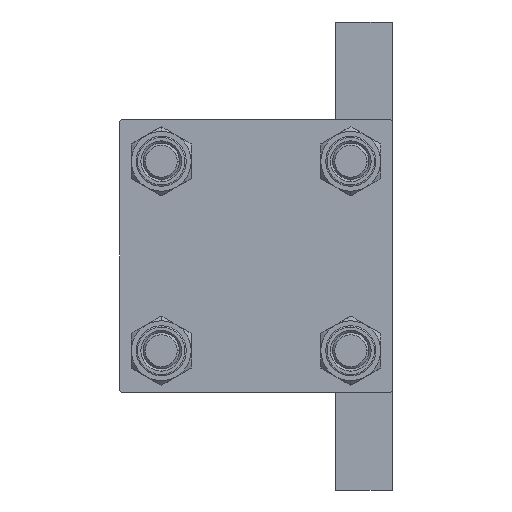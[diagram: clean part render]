
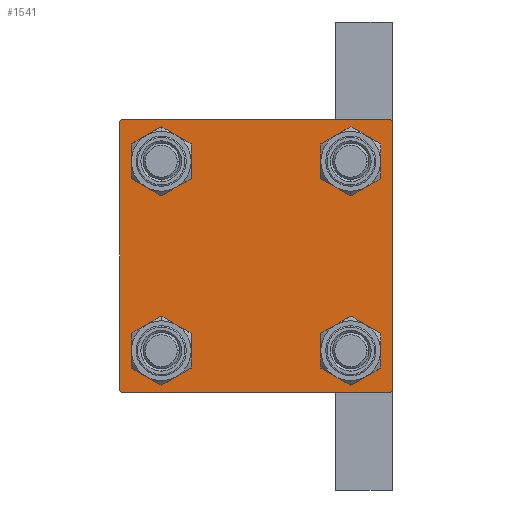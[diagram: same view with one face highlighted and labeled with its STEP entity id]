
A CAD part, left-side view. The second image highlights one B-rep face of the part: STEP entity #1541.
In plain terms, the highlighted planar face has unit normal (-1, 0, 0).
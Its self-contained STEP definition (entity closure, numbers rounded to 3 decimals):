
#23 = CARTESIAN_POINT ( 'NONE',  ( 0., 20.85, 25.35 ) ) ;
#245 = CIRCLE ( 'NONE', #9711, 4.5 ) ;
#286 = CARTESIAN_POINT ( 'NONE',  ( 0., 30., 29.5 ) ) ;
#503 = FACE_BOUND ( 'NONE', #34272, .T. ) ;
#554 = EDGE_CURVE ( 'NONE', #29055, #33863, #4291, .T. ) ;
#842 = DIRECTION ( 'NONE',  ( 0., -1., 0. ) ) ;
#1084 = CARTESIAN_POINT ( 'NONE',  ( 0., -20.85, -16.35 ) ) ;
#1541 = ADVANCED_FACE ( 'NONE', ( #503, #37245, #33764, #22462, #18991 ), #18522, .T. ) ;
#2588 = EDGE_CURVE ( 'NONE', #42502, #22099, #39794, .T. ) ;
#3635 = CARTESIAN_POINT ( 'NONE',  ( 0., -20.85, -20.85 ) ) ;
#3751 = VECTOR ( 'NONE', #12031, 1000. ) ;
#4159 = VERTEX_POINT ( 'NONE', #37458 ) ;
#4272 = EDGE_CURVE ( 'NONE', #7524, #46319, #18722, .T. ) ;
#4291 = CIRCLE ( 'NONE', #23188, 4.5 ) ;
#4350 = CARTESIAN_POINT ( 'NONE',  ( 0., -29.5, -30. ) ) ;
#4444 = CARTESIAN_POINT ( 'NONE',  ( 0., 0., 0. ) ) ;
#4554 = DIRECTION ( 'NONE',  ( 0., 0., -1. ) ) ;
#4561 = EDGE_CURVE ( 'NONE', #33863, #29055, #6112, .T. ) ;
#4761 = AXIS2_PLACEMENT_3D ( 'NONE', #9778, #47498, #43080 ) ;
#5141 = ORIENTED_EDGE ( 'NONE', *, *, #17657, .T. ) ;
#5182 = CARTESIAN_POINT ( 'NONE',  ( 0., 30., -29.5 ) ) ;
#6112 = CIRCLE ( 'NONE', #6925, 4.5 ) ;
#6201 = EDGE_CURVE ( 'NONE', #30948, #38695, #8925, .T. ) ;
#6238 = LINE ( 'NONE', #36790, #21363 ) ;
#6925 = AXIS2_PLACEMENT_3D ( 'NONE', #15202, #22832, #45514 ) ;
#7524 = VERTEX_POINT ( 'NONE', #5182 ) ;
#8137 = ORIENTED_EDGE ( 'NONE', *, *, #18864, .F. ) ;
#8925 = LINE ( 'NONE', #35308, #35717 ) ;
#9312 = EDGE_LOOP ( 'NONE', ( #22751, #39707 ) ) ;
#9392 = EDGE_CURVE ( 'NONE', #30948, #4159, #18309, .T. ) ;
#9402 = CARTESIAN_POINT ( 'NONE',  ( 0., 20.85, 20.85 ) ) ;
#9531 = CARTESIAN_POINT ( 'NONE',  ( 0., -20.85, -25.35 ) ) ;
#9711 = AXIS2_PLACEMENT_3D ( 'NONE', #15942, #42806, #42315 ) ;
#9778 = CARTESIAN_POINT ( 'NONE',  ( 0., -20.85, 20.85 ) ) ;
#10648 = VERTEX_POINT ( 'NONE', #48241 ) ;
#10789 = ORIENTED_EDGE ( 'NONE', *, *, #9392, .F. ) ;
#11177 = ORIENTED_EDGE ( 'NONE', *, *, #28847, .T. ) ;
#11500 = DIRECTION ( 'NONE',  ( 1., 0., 0. ) ) ;
#12031 = DIRECTION ( 'NONE',  ( 0., -0.707, -0.707 ) ) ;
#12184 = DIRECTION ( 'NONE',  ( 0., -1., 0. ) ) ;
#12654 = VECTOR ( 'NONE', #4554, 1000. ) ;
#12990 = VERTEX_POINT ( 'NONE', #1084 ) ;
#13368 = DIRECTION ( 'NONE',  ( 0., -0.707, 0.707 ) ) ;
#13489 = VERTEX_POINT ( 'NONE', #4350 ) ;
#14611 = DIRECTION ( 'NONE',  ( 0., 0., -1. ) ) ;
#15030 = CARTESIAN_POINT ( 'NONE',  ( 0., -20.85, 25.35 ) ) ;
#15167 = LINE ( 'NONE', #34370, #12654 ) ;
#15202 = CARTESIAN_POINT ( 'NONE',  ( 0., 20.85, 20.85 ) ) ;
#15942 = CARTESIAN_POINT ( 'NONE',  ( 0., 20.85, -20.85 ) ) ;
#16303 = ORIENTED_EDGE ( 'NONE', *, *, #21290, .T. ) ;
#16561 = DIRECTION ( 'NONE',  ( 0., 0., 1. ) ) ;
#16738 = CIRCLE ( 'NONE', #44285, 4.5 ) ;
#16778 = ORIENTED_EDGE ( 'NONE', *, *, #41612, .T. ) ;
#17657 = EDGE_CURVE ( 'NONE', #21247, #12990, #44827, .T. ) ;
#18309 = LINE ( 'NONE', #44189, #36282 ) ;
#18522 = PLANE ( 'NONE',  #38183 ) ;
#18722 = LINE ( 'NONE', #37928, #3751 ) ;
#18864 = EDGE_CURVE ( 'NONE', #10648, #38695, #30906, .T. ) ;
#18911 = CARTESIAN_POINT ( 'NONE',  ( 0., -20.85, 16.35 ) ) ;
#18991 = FACE_OUTER_BOUND ( 'NONE', #27734, .T. ) ;
#19096 = CARTESIAN_POINT ( 'NONE',  ( 0., 30., -30. ) ) ;
#19780 = DIRECTION ( 'NONE',  ( 1., 0., 0. ) ) ;
#19924 = CIRCLE ( 'NONE', #45932, 4.5 ) ;
#21247 = VERTEX_POINT ( 'NONE', #9531 ) ;
#21290 = EDGE_CURVE ( 'NONE', #42150, #35342, #26009, .T. ) ;
#21363 = VECTOR ( 'NONE', #40739, 1000. ) ;
#22099 = VERTEX_POINT ( 'NONE', #43326 ) ;
#22462 = FACE_BOUND ( 'NONE', #25280, .T. ) ;
#22704 = EDGE_CURVE ( 'NONE', #13489, #4159, #47155, .T. ) ;
#22751 = ORIENTED_EDGE ( 'NONE', *, *, #2588, .T. ) ;
#22832 = DIRECTION ( 'NONE',  ( 1., 0., 0. ) ) ;
#23157 = ORIENTED_EDGE ( 'NONE', *, *, #4272, .T. ) ;
#23188 = AXIS2_PLACEMENT_3D ( 'NONE', #9402, #35292, #16561 ) ;
#23240 = ORIENTED_EDGE ( 'NONE', *, *, #554, .T. ) ;
#24789 = CARTESIAN_POINT ( 'NONE',  ( 0., 20.85, -16.35 ) ) ;
#25058 = DIRECTION ( 'NONE',  ( 1., 0., 0. ) ) ;
#25280 = EDGE_LOOP ( 'NONE', ( #35901, #23240 ) ) ;
#25350 = EDGE_LOOP ( 'NONE', ( #11177, #5141 ) ) ;
#26009 = CIRCLE ( 'NONE', #4761, 4.5 ) ;
#27734 = EDGE_LOOP ( 'NONE', ( #38821, #23157, #46623, #48307, #10789, #31064, #8137, #16778 ) ) ;
#28847 = EDGE_CURVE ( 'NONE', #12990, #21247, #16738, .T. ) ;
#29055 = VERTEX_POINT ( 'NONE', #44015 ) ;
#30543 = EDGE_CURVE ( 'NONE', #35342, #42150, #19924, .T. ) ;
#30906 = LINE ( 'NONE', #45966, #43278 ) ;
#30948 = VERTEX_POINT ( 'NONE', #34502 ) ;
#31064 = ORIENTED_EDGE ( 'NONE', *, *, #6201, .T. ) ;
#32455 = CARTESIAN_POINT ( 'NONE',  ( 0., -20.85, -20.85 ) ) ;
#32630 = DIRECTION ( 'NONE',  ( 1., 0., 0. ) ) ;
#32717 = AXIS2_PLACEMENT_3D ( 'NONE', #39296, #32630, #36327 ) ;
#33764 = FACE_BOUND ( 'NONE', #9312, .T. ) ;
#33780 = AXIS2_PLACEMENT_3D ( 'NONE', #32455, #25058, #36889 ) ;
#33863 = VERTEX_POINT ( 'NONE', #23 ) ;
#34005 = DIRECTION ( 'NONE',  ( -1., 0., 0. ) ) ;
#34162 = DIRECTION ( 'NONE',  ( 0., 0., 1. ) ) ;
#34272 = EDGE_LOOP ( 'NONE', ( #16303, #46684 ) ) ;
#34370 = CARTESIAN_POINT ( 'NONE',  ( 0., 30., 30. ) ) ;
#34502 = CARTESIAN_POINT ( 'NONE',  ( 0., -30., 29.5 ) ) ;
#35292 = DIRECTION ( 'NONE',  ( 1., 0., 0. ) ) ;
#35308 = CARTESIAN_POINT ( 'NONE',  ( 0., -29.75, 29.75 ) ) ;
#35342 = VERTEX_POINT ( 'NONE', #18911 ) ;
#35552 = VECTOR ( 'NONE', #13368, 1000. ) ;
#35717 = VECTOR ( 'NONE', #47383, 1000. ) ;
#35901 = ORIENTED_EDGE ( 'NONE', *, *, #4561, .T. ) ;
#36282 = VECTOR ( 'NONE', #14611, 1000. ) ;
#36327 = DIRECTION ( 'NONE',  ( 0., 0., 1. ) ) ;
#36717 = EDGE_CURVE ( 'NONE', #46319, #13489, #42012, .T. ) ;
#36790 = CARTESIAN_POINT ( 'NONE',  ( 0., 29.75, 29.75 ) ) ;
#36889 = DIRECTION ( 'NONE',  ( 0., 0., 1. ) ) ;
#37245 = FACE_BOUND ( 'NONE', #25350, .T. ) ;
#37458 = CARTESIAN_POINT ( 'NONE',  ( 0., -30., -29.5 ) ) ;
#37928 = CARTESIAN_POINT ( 'NONE',  ( 0., 29.75, -29.75 ) ) ;
#38183 = AXIS2_PLACEMENT_3D ( 'NONE', #4444, #34005, #41912 ) ;
#38695 = VERTEX_POINT ( 'NONE', #48204 ) ;
#38821 = ORIENTED_EDGE ( 'NONE', *, *, #40459, .T. ) ;
#39296 = CARTESIAN_POINT ( 'NONE',  ( 0., 20.85, -20.85 ) ) ;
#39707 = ORIENTED_EDGE ( 'NONE', *, *, #45965, .T. ) ;
#39794 = CIRCLE ( 'NONE', #32717, 4.5 ) ;
#40459 = EDGE_CURVE ( 'NONE', #44560, #7524, #15167, .T. ) ;
#40507 = VECTOR ( 'NONE', #842, 1000. ) ;
#40739 = DIRECTION ( 'NONE',  ( 0., 0.707, -0.707 ) ) ;
#41141 = CARTESIAN_POINT ( 'NONE',  ( 0., 29.5, -30. ) ) ;
#41612 = EDGE_CURVE ( 'NONE', #10648, #44560, #6238, .T. ) ;
#41912 = DIRECTION ( 'NONE',  ( 0., 0., 1. ) ) ;
#42012 = LINE ( 'NONE', #19096, #40507 ) ;
#42150 = VERTEX_POINT ( 'NONE', #15030 ) ;
#42315 = DIRECTION ( 'NONE',  ( 0., 0., 1. ) ) ;
#42464 = CARTESIAN_POINT ( 'NONE',  ( 0., -20.85, 20.85 ) ) ;
#42482 = CARTESIAN_POINT ( 'NONE',  ( 0., -29.75, -29.75 ) ) ;
#42502 = VERTEX_POINT ( 'NONE', #24789 ) ;
#42806 = DIRECTION ( 'NONE',  ( 1., 0., 0. ) ) ;
#43080 = DIRECTION ( 'NONE',  ( 0., 0., 1. ) ) ;
#43278 = VECTOR ( 'NONE', #12184, 1000. ) ;
#43326 = CARTESIAN_POINT ( 'NONE',  ( 0., 20.85, -25.35 ) ) ;
#44015 = CARTESIAN_POINT ( 'NONE',  ( 0., 20.85, 16.35 ) ) ;
#44189 = CARTESIAN_POINT ( 'NONE',  ( 0., -30., 30. ) ) ;
#44285 = AXIS2_PLACEMENT_3D ( 'NONE', #3635, #11500, #34162 ) ;
#44560 = VERTEX_POINT ( 'NONE', #286 ) ;
#44827 = CIRCLE ( 'NONE', #33780, 4.5 ) ;
#45514 = DIRECTION ( 'NONE',  ( 0., 0., 1. ) ) ;
#45915 = DIRECTION ( 'NONE',  ( 0., 0., 1. ) ) ;
#45932 = AXIS2_PLACEMENT_3D ( 'NONE', #42464, #19780, #45915 ) ;
#45965 = EDGE_CURVE ( 'NONE', #22099, #42502, #245, .T. ) ;
#45966 = CARTESIAN_POINT ( 'NONE',  ( 0., 30., 30. ) ) ;
#46319 = VERTEX_POINT ( 'NONE', #41141 ) ;
#46623 = ORIENTED_EDGE ( 'NONE', *, *, #36717, .T. ) ;
#46684 = ORIENTED_EDGE ( 'NONE', *, *, #30543, .T. ) ;
#47155 = LINE ( 'NONE', #42482, #35552 ) ;
#47383 = DIRECTION ( 'NONE',  ( 0., 0.707, 0.707 ) ) ;
#47498 = DIRECTION ( 'NONE',  ( 1., 0., 0. ) ) ;
#48204 = CARTESIAN_POINT ( 'NONE',  ( 0., -29.5, 30. ) ) ;
#48241 = CARTESIAN_POINT ( 'NONE',  ( 0., 29.5, 30. ) ) ;
#48307 = ORIENTED_EDGE ( 'NONE', *, *, #22704, .T. ) ;
